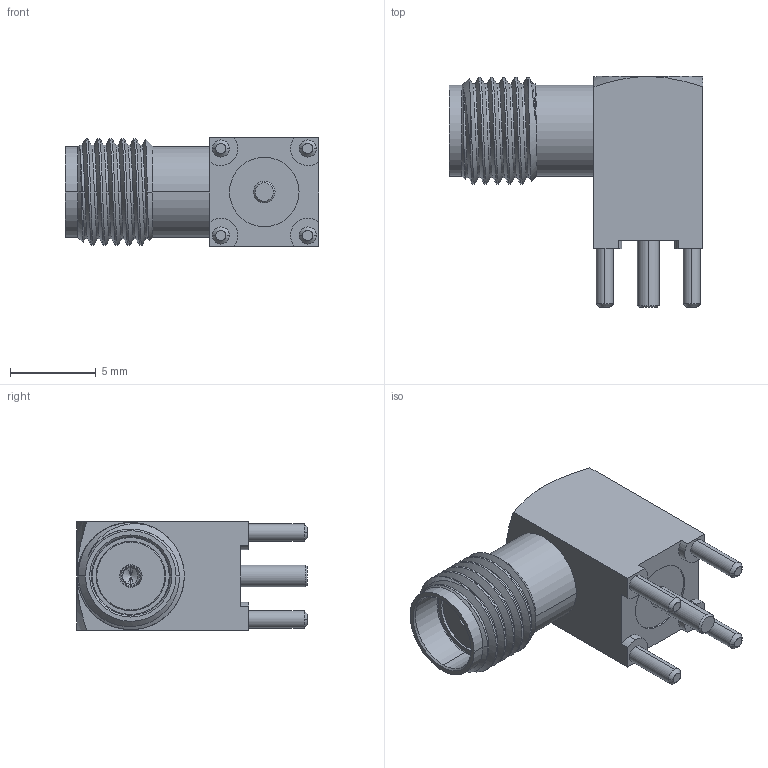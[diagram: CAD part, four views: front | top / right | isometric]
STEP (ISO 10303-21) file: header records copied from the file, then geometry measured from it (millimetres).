
FILE_DESCRIPTION (( 'STEP AP214' ), '1' );
FILE_NAME ('733910080_colored.STEP', '2020-09-28T00:24:48', ( '' ), ( '' ), 'SwSTEP 2.0', 'SolidWorks 2020', '' );
FILE_SCHEMA (( 'AUTOMOTIVE_DESIGN' ));
Length unit declared in the file: millimetre
Products named in the file (1): 733910080_colored
Bounding box: 14.8 x 13.5 x 6.35 mm (x, y, z)
Volume: 571 mm3; surface area: 750.9 mm2
Topology: 1 solids, 1 shells, 122 faces, 306 edges, 196 vertices
Faces by surface type: cylinder 61, plane 29, cone 28, torus 2, bspline 2
Entity records: 6108 total; most frequent: CARTESIAN_POINT 2973, ORIENTED_EDGE 608, DIRECTION 584, EDGE_CURVE 304, AXIS2_PLACEMENT_3D 236, VERTEX_POINT 196, EDGE_LOOP 134, ADVANCED_FACE 122
